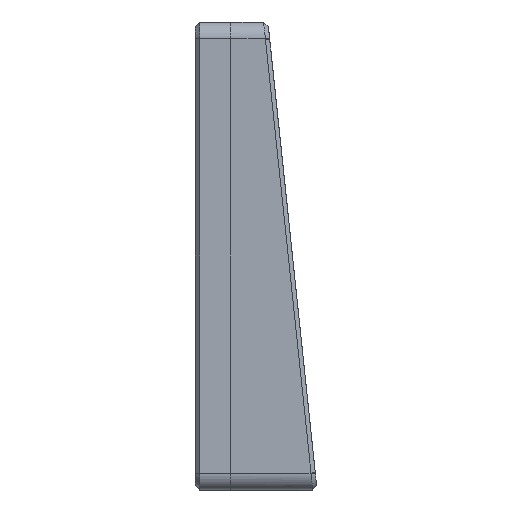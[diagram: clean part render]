
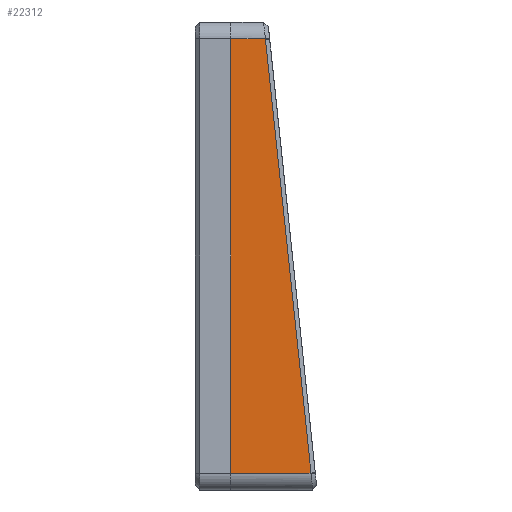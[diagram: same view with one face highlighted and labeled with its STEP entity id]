
A CAD part, left-side view. The second image highlights one B-rep face of the part: STEP entity #22312.
In plain terms, the highlighted planar face has unit normal (-1, 0, 0).
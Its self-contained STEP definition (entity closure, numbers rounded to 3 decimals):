
#35=B_SPLINE_CURVE_WITH_KNOTS('',3,(#37420,#37421,#37422,#37423),
 .UNSPECIFIED.,.F.,.F.,(4,4),(1.545,1.571),
 .UNSPECIFIED.);
#856=PLANE('',#24549);
#1944=FACE_OUTER_BOUND('',#3351,.T.);
#3351=EDGE_LOOP('',(#20273,#20274,#20275,#20276,#20277));
#5355=LINE('',#37379,#7433);
#5364=LINE('',#37456,#7442);
#5409=LINE('',#37639,#7487);
#5465=LINE('',#37843,#7543);
#7433=VECTOR('',#30605,10.);
#7442=VECTOR('',#30630,10.);
#7487=VECTOR('',#30785,10.);
#7543=VECTOR('',#30981,10.);
#10667=VERTEX_POINT('',#37184);
#10687=VERTEX_POINT('',#37372);
#10690=VERTEX_POINT('',#37377);
#10702=VERTEX_POINT('',#37455);
#10773=VERTEX_POINT('',#37638);
#13822=EDGE_CURVE('',#10690,#10687,#5355,.T.);
#13825=EDGE_CURVE('',#10667,#10690,#35,.T.);
#13840=EDGE_CURVE('',#10687,#10702,#5364,.T.);
#13926=EDGE_CURVE('',#10773,#10702,#5409,.T.);
#14033=EDGE_CURVE('',#10773,#10667,#5465,.T.);
#20273=ORIENTED_EDGE('',*,*,#13825,.F.);
#20274=ORIENTED_EDGE('',*,*,#14033,.F.);
#20275=ORIENTED_EDGE('',*,*,#13926,.T.);
#20276=ORIENTED_EDGE('',*,*,#13840,.F.);
#20277=ORIENTED_EDGE('',*,*,#13822,.F.);
#22312=ADVANCED_FACE('',(#1944),#856,.T.);
#24549=AXIS2_PLACEMENT_3D('',#37844,#30982,#30983);
#30605=DIRECTION('',(0.,-0.105,-0.995));
#30630=DIRECTION('',(0.,1.,0.));
#30785=DIRECTION('',(0.,0.,-1.));
#30981=DIRECTION('',(0.,-1.,0.));
#30982=DIRECTION('center_axis',(-1.,0.,0.));
#30983=DIRECTION('ref_axis',(0.,0.,-1.));
#37184=CARTESIAN_POINT('',(-4.975,-8.185,98.725));
#37372=CARTESIAN_POINT('',(-4.975,-18.926,-3.475));
#37377=CARTESIAN_POINT('',(-4.975,-8.196,98.62));
#37379=CARTESIAN_POINT('',(-4.975,-8.342,97.224));
#37420=CARTESIAN_POINT('Ctrl Pts',(-4.975,-8.185,98.725));
#37421=CARTESIAN_POINT('Ctrl Pts',(-4.975,-8.188,98.69));
#37422=CARTESIAN_POINT('Ctrl Pts',(-4.975,-8.192,98.655));
#37423=CARTESIAN_POINT('Ctrl Pts',(-4.975,-8.196,98.62));
#37455=CARTESIAN_POINT('',(-4.975,0.,-3.475));
#37456=CARTESIAN_POINT('',(-4.975,0.,-3.475));
#37638=CARTESIAN_POINT('',(-4.975,0.,98.725));
#37639=CARTESIAN_POINT('',(-4.975,0.,102.725));
#37843=CARTESIAN_POINT('',(-4.975,0.,98.725));
#37844=CARTESIAN_POINT('Origin',(-4.975,0.,102.725));
